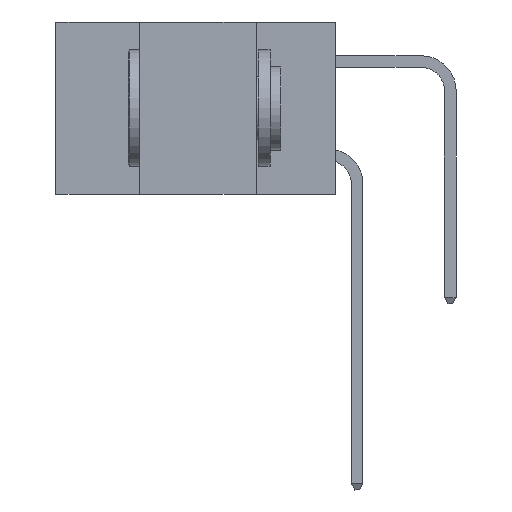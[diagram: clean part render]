
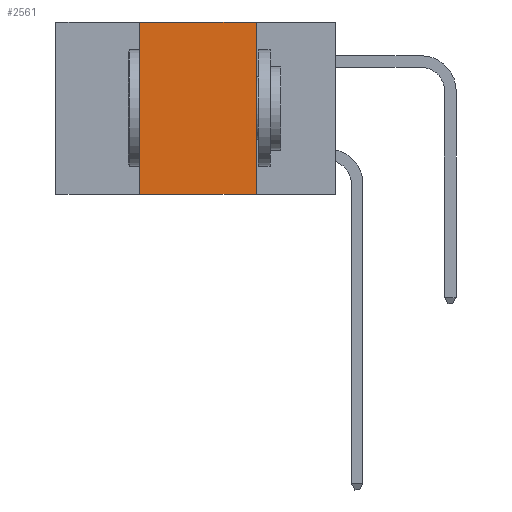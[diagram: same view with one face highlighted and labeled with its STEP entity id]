
A CAD part, left-side view. The second image highlights one B-rep face of the part: STEP entity #2561.
In plain terms, the highlighted planar face has unit normal (-1, 0, 0).
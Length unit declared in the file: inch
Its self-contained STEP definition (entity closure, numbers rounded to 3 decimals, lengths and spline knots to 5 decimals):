
#104 = AXIS2_PLACEMENT_3D ( 'NONE', #3282, #8492, #5214 ) ;
#676 = CARTESIAN_POINT ( 'NONE',  ( 0., 0.17, 0. ) ) ;
#1003 = ORIENTED_EDGE ( 'NONE', *, *, #14627, .T. ) ;
#2085 = VERTEX_POINT ( 'NONE', #4396 ) ;
#2257 = EDGE_LOOP ( 'NONE', ( #8294, #11891, #14634, #1003 ) ) ;
#2493 = CARTESIAN_POINT ( 'NONE',  ( 0., 0.42, 0. ) ) ;
#2561 = ADVANCED_FACE ( 'NONE', ( #15341 ), #11750, .F. ) ;
#3282 = CARTESIAN_POINT ( 'NONE',  ( 0., 0.6, 0. ) ) ;
#3597 = EDGE_CURVE ( 'NONE', #2085, #7883, #8847, .T. ) ;
#4184 = CARTESIAN_POINT ( 'NONE',  ( 0., 0.6, -0.37 ) ) ;
#4396 = CARTESIAN_POINT ( 'NONE',  ( 0., 0.42, 0. ) ) ;
#4440 = EDGE_CURVE ( 'NONE', #7883, #8316, #10044, .T. ) ;
#4487 = CARTESIAN_POINT ( 'NONE',  ( 0., 0.17, -0.37 ) ) ;
#5214 = DIRECTION ( 'NONE',  ( 0., 0., -1. ) ) ;
#5627 = DIRECTION ( 'NONE',  ( 0., -1., 0. ) ) ;
#6730 = EDGE_CURVE ( 'NONE', #13491, #2085, #7178, .T. ) ;
#7178 = LINE ( 'NONE', #2493, #10184 ) ;
#7883 = VERTEX_POINT ( 'NONE', #676 ) ;
#8294 = ORIENTED_EDGE ( 'NONE', *, *, #4440, .F. ) ;
#8316 = VERTEX_POINT ( 'NONE', #4487 ) ;
#8492 = DIRECTION ( 'NONE',  ( 1., 0., 0. ) ) ;
#8722 = VECTOR ( 'NONE', #5627, 39.37008 ) ;
#8847 = LINE ( 'NONE', #9365, #11457 ) ;
#9365 = CARTESIAN_POINT ( 'NONE',  ( 0., 0.6, 0. ) ) ;
#10044 = LINE ( 'NONE', #11487, #16073 ) ;
#10184 = VECTOR ( 'NONE', #16890, 39.37008 ) ;
#11325 = DIRECTION ( 'NONE',  ( 0., 0., -1. ) ) ;
#11457 = VECTOR ( 'NONE', #13314, 39.37008 ) ;
#11487 = CARTESIAN_POINT ( 'NONE',  ( 0., 0.17, 0. ) ) ;
#11750 = PLANE ( 'NONE',  #104 ) ;
#11891 = ORIENTED_EDGE ( 'NONE', *, *, #3597, .F. ) ;
#12583 = LINE ( 'NONE', #4184, #8722 ) ;
#13314 = DIRECTION ( 'NONE',  ( 0., -1., 0. ) ) ;
#13491 = VERTEX_POINT ( 'NONE', #15532 ) ;
#14627 = EDGE_CURVE ( 'NONE', #13491, #8316, #12583, .T. ) ;
#14634 = ORIENTED_EDGE ( 'NONE', *, *, #6730, .F. ) ;
#15341 = FACE_OUTER_BOUND ( 'NONE', #2257, .T. ) ;
#15532 = CARTESIAN_POINT ( 'NONE',  ( 0., 0.42, -0.37 ) ) ;
#16073 = VECTOR ( 'NONE', #11325, 39.37008 ) ;
#16890 = DIRECTION ( 'NONE',  ( 0., 0., 1. ) ) ;
